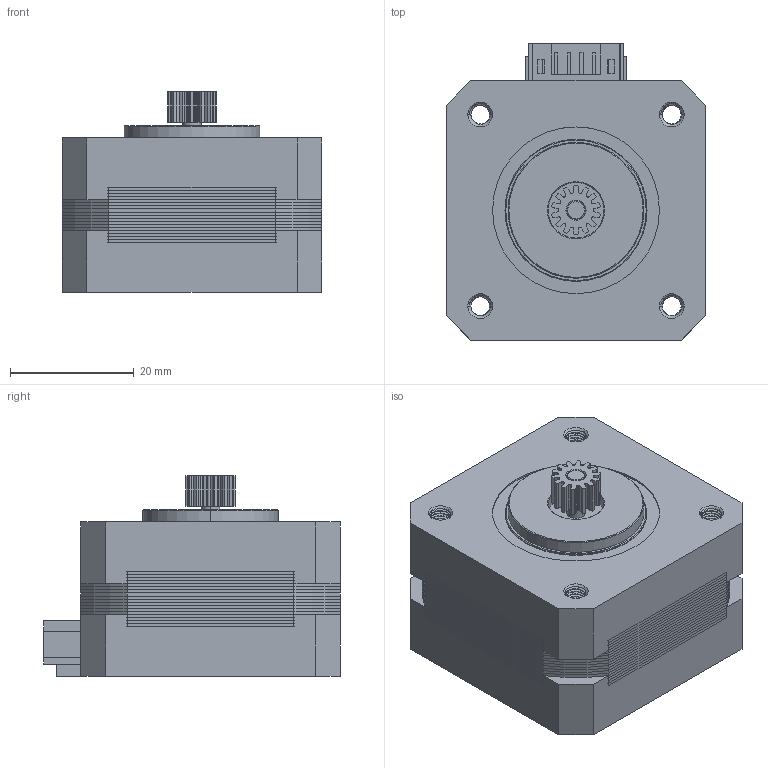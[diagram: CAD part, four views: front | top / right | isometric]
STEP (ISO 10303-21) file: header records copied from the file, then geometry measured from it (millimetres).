
FILE_DESCRIPTION (( 'STEP AP203' ), '1' );
FILE_NAME ('Nema17 Pancake.STEP', '2021-12-25T22:42:56', ( '' ), ( '' ), 'SwSTEP 2.0', 'SolidWorks 2021', '' );
FILE_SCHEMA (( 'CONFIG_CONTROL_DESIGN' ));
Length unit declared in the file: inch
Products named in the file (1): Nema17 Pancake
Bounding box: 42 x 48 x 32.5 mm (x, y, z)
Volume: 43029.5 mm3; surface area: 73017.6 mm2
Topology: 30 solids, 30 shells, 761 faces, 2059 edges, 1368 vertices
Faces by surface type: cylinder 441, plane 290, cone 18, bspline 12
Entity records: 34130 total; most frequent: CARTESIAN_POINT 14781, ORIENTED_EDGE 4118, DIRECTION 3943, EDGE_CURVE 2059, AXIS2_PLACEMENT_3D 1414, VERTEX_POINT 1368, LINE 1115, VECTOR 1115
